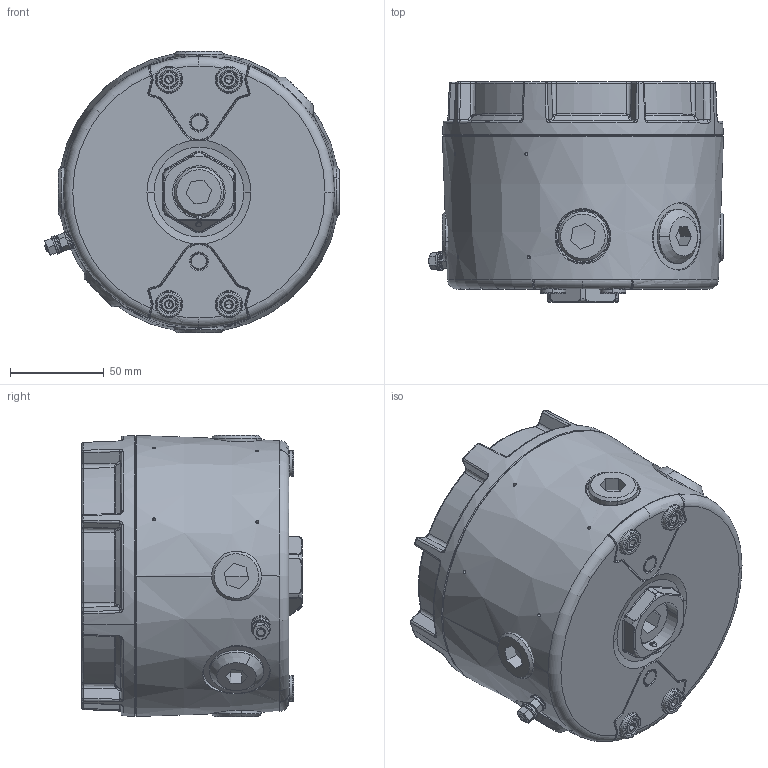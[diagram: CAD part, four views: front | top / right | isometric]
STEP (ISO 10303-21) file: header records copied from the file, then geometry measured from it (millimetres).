
FILE_DESCRIPTION (( 'STEP AP214' ), '1' );
FILE_NAME ('D191-05-501-3D_Issue_1.STEP', '2018-11-14T10:11:51', ( 'User' ), ( '' ), 'SwSTEP 2.0', 'SolidWorks 2018', '' );
FILE_SCHEMA (( 'AUTOMOTIVE_DESIGN' ));
Length unit declared in the file: millimetre
Products named in the file (13): SCSSM4X6SSA4_blank no thread; WAM5A4; D191-55-285-3D_Issue_3; D191-05-501-3D_Issue_1; SPMHSM20; SCNUTM5A4; SPA0B - 34 INCH_NPT STOPPING PLUG; Part5^D191-05-501-3D_Issue_1; SCSTUDM5A4_blank no thread; D191-55-251-3D_Issue_3-defeature_Machined; SCHXSKTM5X16A4; D191-55-201-3D_Issue_6-defeature_2D Model D191-55-211 - Side Cores added; WASGM5A4
Assembly tree (24 placements, depth 2):
  D191-05-501-3D_Issue_1
    D191-55-201-3D_Issue_6-defeature_2D Model D191-55-211 - Side Cores added
    D191-55-285-3D_Issue_3  x2
    SCHXSKTM5X16A4  x4
    SCSSM4X6SSA4_blank no thread
    SPMHSM20  x2
    SPA0B - 34 INCH_NPT STOPPING PLUG  x5
    D191-55-251-3D_Issue_3-defeature_Machined
    SCNUTM5A4  x2
    SCSTUDM5A4_blank no thread
    WASGM5A4  x2
    WAM5A4  x3
  Part5^D191-05-501-3D_Issue_1
Bounding box: 157.4 x 117.53 x 150 mm (x, y, z)
Volume: 1854952.5 mm3; surface area: 160541.8 mm2
Topology: 24 solids, 26 shells, 1162 faces, 2653 edges, 1548 vertices
Faces by surface type: plane 274, cone 254, torus 214, cylinder 194, bspline 192, sphere 34
Entity records: 37173 total; most frequent: CARTESIAN_POINT 15141, ORIENTED_EDGE 3826, DIRECTION 3722, EDGE_CURVE 1913, AXIS2_PLACEMENT_3D 1647, VERTEX_POINT 1135, CIRCLE 960, EDGE_LOOP 910
